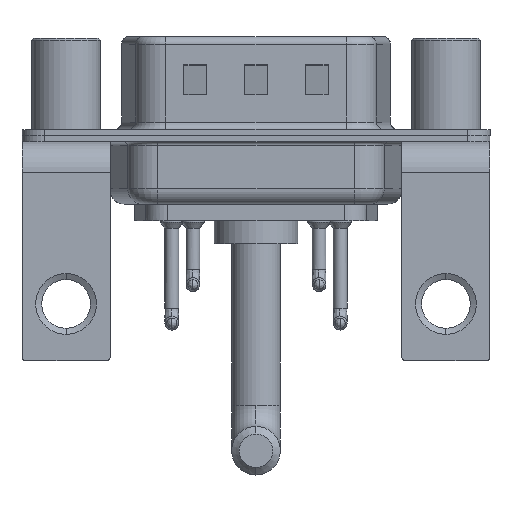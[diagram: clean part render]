
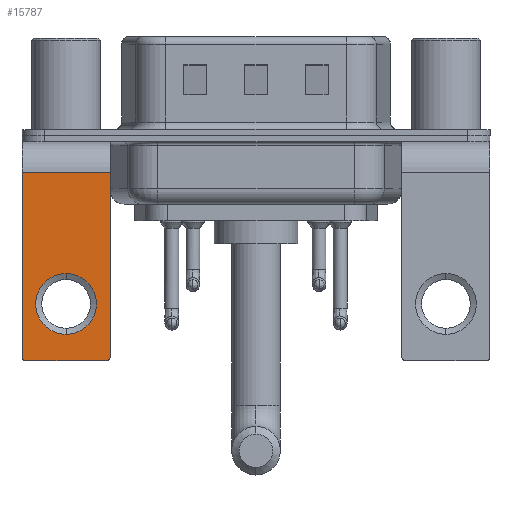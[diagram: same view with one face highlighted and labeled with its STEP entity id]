
A CAD part, front view. The second image highlights one B-rep face of the part: STEP entity #15787.
In plain terms, the highlighted planar face has unit normal (0, -1, 0).
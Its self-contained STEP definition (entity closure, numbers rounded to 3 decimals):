
#326 = VERTEX_POINT ( 'NONE', #20044 ) ;
#498 = ORIENTED_EDGE ( 'NONE', *, *, #16331, .F. ) ;
#542 = AXIS2_PLACEMENT_3D ( 'NONE', #6112, #16297, #4338 ) ;
#965 = LINE ( 'NONE', #14497, #5444 ) ;
#1173 = CIRCLE ( 'NONE', #4740, 2. ) ;
#1441 = VERTEX_POINT ( 'NONE', #20752 ) ;
#2027 = AXIS2_PLACEMENT_3D ( 'NONE', #13180, #6204, #14520 ) ;
#2869 = CARTESIAN_POINT ( 'NONE',  ( 2.9, -6.25, -2.4 ) ) ;
#3184 = VECTOR ( 'NONE', #14212, 1000. ) ;
#3930 = EDGE_LOOP ( 'NONE', ( #21803, #20881, #10039, #8218, #498, #12995 ) ) ;
#4114 = DIRECTION ( 'NONE',  ( 0., -1., 0. ) ) ;
#4338 = DIRECTION ( 'NONE',  ( 0., 0., 1. ) ) ;
#4632 = VERTEX_POINT ( 'NONE', #14616 ) ;
#4740 = AXIS2_PLACEMENT_3D ( 'NONE', #9687, #16317, #10923 ) ;
#5092 = CARTESIAN_POINT ( 'NONE',  ( 2.9, -6.25, -14.8 ) ) ;
#5370 = CARTESIAN_POINT ( 'NONE',  ( 0., -6.25, -9.07 ) ) ;
#5444 = VECTOR ( 'NONE', #21199, 1000. ) ;
#5777 = CARTESIAN_POINT ( 'NONE',  ( 2.65, -6.25, -14.55 ) ) ;
#5793 = EDGE_CURVE ( 'NONE', #8591, #4632, #8437, .T. ) ;
#6112 = CARTESIAN_POINT ( 'NONE',  ( 0., -6.25, -11.07 ) ) ;
#6115 = EDGE_CURVE ( 'NONE', #14817, #12226, #16826, .T. ) ;
#6204 = DIRECTION ( 'NONE',  ( 0., -1., 0. ) ) ;
#6408 = CARTESIAN_POINT ( 'NONE',  ( 2.9, -6.25, -2.4 ) ) ;
#6431 = DIRECTION ( 'NONE',  ( 0., 0., 1. ) ) ;
#7461 = VECTOR ( 'NONE', #15300, 1000. ) ;
#8218 = ORIENTED_EDGE ( 'NONE', *, *, #14318, .T. ) ;
#8437 = LINE ( 'NONE', #5092, #12938 ) ;
#8544 = LINE ( 'NONE', #13518, #7461 ) ;
#8591 = VERTEX_POINT ( 'NONE', #19904 ) ;
#9522 = CARTESIAN_POINT ( 'NONE',  ( 0., -6.25, -13.07 ) ) ;
#9687 = CARTESIAN_POINT ( 'NONE',  ( 0., -6.25, -11.07 ) ) ;
#9744 = LINE ( 'NONE', #6408, #3184 ) ;
#9771 = PLANE ( 'NONE',  #13800 ) ;
#9820 = EDGE_CURVE ( 'NONE', #18063, #4632, #16539, .T. ) ;
#10039 = ORIENTED_EDGE ( 'NONE', *, *, #5793, .F. ) ;
#10923 = DIRECTION ( 'NONE',  ( 0., 0., 1. ) ) ;
#11778 = ORIENTED_EDGE ( 'NONE', *, *, #6115, .T. ) ;
#12080 = DIRECTION ( 'NONE',  ( -1., 0., 0. ) ) ;
#12226 = VERTEX_POINT ( 'NONE', #5370 ) ;
#12258 = ORIENTED_EDGE ( 'NONE', *, *, #21127, .T. ) ;
#12938 = VECTOR ( 'NONE', #12080, 1000. ) ;
#12995 = ORIENTED_EDGE ( 'NONE', *, *, #15892, .T. ) ;
#13180 = CARTESIAN_POINT ( 'NONE',  ( -2.65, -6.25, -14.55 ) ) ;
#13444 = EDGE_CURVE ( 'NONE', #14169, #18063, #965, .T. ) ;
#13518 = CARTESIAN_POINT ( 'NONE',  ( 2.9, -6.25, -2.4 ) ) ;
#13800 = AXIS2_PLACEMENT_3D ( 'NONE', #2869, #16519, #6431 ) ;
#14169 = VERTEX_POINT ( 'NONE', #18619 ) ;
#14212 = DIRECTION ( 'NONE',  ( 0., 0., -1. ) ) ;
#14318 = EDGE_CURVE ( 'NONE', #8591, #1441, #16980, .T. ) ;
#14497 = CARTESIAN_POINT ( 'NONE',  ( -2.9, -6.25, -2.4 ) ) ;
#14520 = DIRECTION ( 'NONE',  ( 0., 0., 1. ) ) ;
#14616 = CARTESIAN_POINT ( 'NONE',  ( -2.65, -6.25, -14.8 ) ) ;
#14817 = VERTEX_POINT ( 'NONE', #9522 ) ;
#15300 = DIRECTION ( 'NONE',  ( -1., 0., 0. ) ) ;
#15787 = ADVANCED_FACE ( 'NONE', ( #18161, #18043 ), #9771, .F. ) ;
#15892 = EDGE_CURVE ( 'NONE', #326, #14169, #8544, .T. ) ;
#16297 = DIRECTION ( 'NONE',  ( 0., 1., 0. ) ) ;
#16317 = DIRECTION ( 'NONE',  ( 0., 1., 0. ) ) ;
#16331 = EDGE_CURVE ( 'NONE', #326, #1441, #9744, .T. ) ;
#16519 = DIRECTION ( 'NONE',  ( 0., 1., 0. ) ) ;
#16539 = CIRCLE ( 'NONE', #2027, 0.25 ) ;
#16826 = CIRCLE ( 'NONE', #542, 2. ) ;
#16980 = CIRCLE ( 'NONE', #18048, 0.25 ) ;
#17625 = DIRECTION ( 'NONE',  ( 0., 0., 1. ) ) ;
#18043 = FACE_OUTER_BOUND ( 'NONE', #3930, .T. ) ;
#18048 = AXIS2_PLACEMENT_3D ( 'NONE', #5777, #4114, #17625 ) ;
#18063 = VERTEX_POINT ( 'NONE', #20687 ) ;
#18161 = FACE_BOUND ( 'NONE', #20123, .T. ) ;
#18619 = CARTESIAN_POINT ( 'NONE',  ( -2.9, -6.25, -2.4 ) ) ;
#19904 = CARTESIAN_POINT ( 'NONE',  ( 2.65, -6.25, -14.8 ) ) ;
#20044 = CARTESIAN_POINT ( 'NONE',  ( 2.9, -6.25, -2.4 ) ) ;
#20123 = EDGE_LOOP ( 'NONE', ( #11778, #12258 ) ) ;
#20687 = CARTESIAN_POINT ( 'NONE',  ( -2.9, -6.25, -14.55 ) ) ;
#20752 = CARTESIAN_POINT ( 'NONE',  ( 2.9, -6.25, -14.55 ) ) ;
#20881 = ORIENTED_EDGE ( 'NONE', *, *, #9820, .T. ) ;
#21127 = EDGE_CURVE ( 'NONE', #12226, #14817, #1173, .T. ) ;
#21199 = DIRECTION ( 'NONE',  ( 0., 0., -1. ) ) ;
#21803 = ORIENTED_EDGE ( 'NONE', *, *, #13444, .T. ) ;
